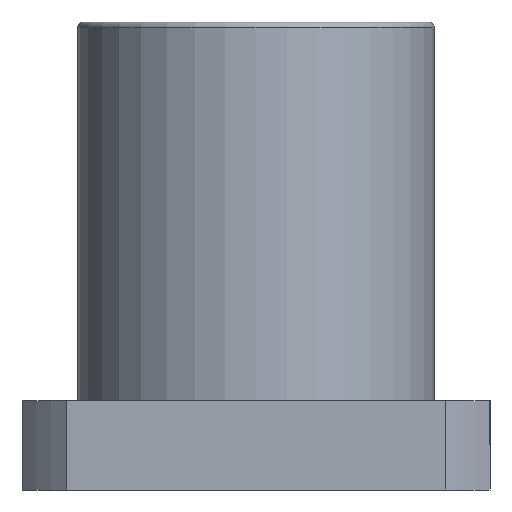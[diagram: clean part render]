
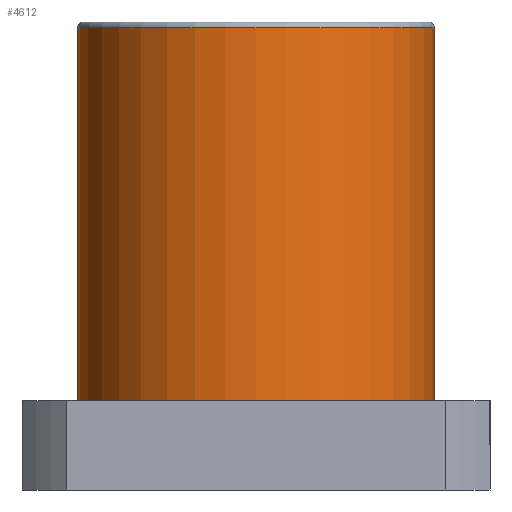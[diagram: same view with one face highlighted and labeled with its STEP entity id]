
A CAD part, front view. The second image highlights one B-rep face of the part: STEP entity #4612.
In plain terms, the highlighted cylindrical face has radius 16 mm (diameter 32 mm), a partial arc.
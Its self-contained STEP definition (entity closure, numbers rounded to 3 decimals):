
#147 = ORIENTED_EDGE ( 'NONE', *, *, #7770, .T. ) ;
#816 = CARTESIAN_POINT ( 'NONE',  ( 16., 0., 33.5 ) ) ;
#1249 = CARTESIAN_POINT ( 'NONE',  ( 0., 0., 0. ) ) ;
#1612 = DIRECTION ( 'NONE',  ( 0., 0., -1. ) ) ;
#2124 = EDGE_LOOP ( 'NONE', ( #5190, #8212, #9186, #147 ) ) ;
#2323 = DIRECTION ( 'NONE',  ( 0., 0., -1. ) ) ;
#2577 = CYLINDRICAL_SURFACE ( 'NONE', #13982, 16. ) ;
#2769 = CARTESIAN_POINT ( 'NONE',  ( -16., 0., 34. ) ) ;
#3083 = CARTESIAN_POINT ( 'NONE',  ( 16., 0., 34. ) ) ;
#3881 = EDGE_CURVE ( 'NONE', #12534, #6387, #10827, .T. ) ;
#4612 = ADVANCED_FACE ( 'NONE', ( #9814 ), #2577, .T. ) ;
#5128 = DIRECTION ( 'NONE',  ( 0., 0., 1. ) ) ;
#5190 = ORIENTED_EDGE ( 'NONE', *, *, #14109, .F. ) ;
#5306 = EDGE_CURVE ( 'NONE', #6387, #13311, #7589, .T. ) ;
#5486 = DIRECTION ( 'NONE',  ( 0., 0., -1. ) ) ;
#6387 = VERTEX_POINT ( 'NONE', #8028 ) ;
#6915 = CARTESIAN_POINT ( 'NONE',  ( 0., 0., 33.5 ) ) ;
#7589 = LINE ( 'NONE', #2769, #9800 ) ;
#7770 = EDGE_CURVE ( 'NONE', #13311, #8896, #13181, .T. ) ;
#7809 = CARTESIAN_POINT ( 'NONE',  ( -16., 0., 0. ) ) ;
#7999 = AXIS2_PLACEMENT_3D ( 'NONE', #1249, #5128, #10947 ) ;
#8028 = CARTESIAN_POINT ( 'NONE',  ( -16., 0., 33.5 ) ) ;
#8212 = ORIENTED_EDGE ( 'NONE', *, *, #3881, .T. ) ;
#8229 = DIRECTION ( 'NONE',  ( 1., 0., 0. ) ) ;
#8793 = DIRECTION ( 'NONE',  ( 0., 0., -1. ) ) ;
#8896 = VERTEX_POINT ( 'NONE', #8939 ) ;
#8939 = CARTESIAN_POINT ( 'NONE',  ( 16., 0., 0. ) ) ;
#8989 = LINE ( 'NONE', #3083, #12376 ) ;
#9186 = ORIENTED_EDGE ( 'NONE', *, *, #5306, .T. ) ;
#9731 = DIRECTION ( 'NONE',  ( -1., 0., 0. ) ) ;
#9800 = VECTOR ( 'NONE', #1612, 1000. ) ;
#9814 = FACE_OUTER_BOUND ( 'NONE', #2124, .T. ) ;
#10827 = CIRCLE ( 'NONE', #12804, 16. ) ;
#10947 = DIRECTION ( 'NONE',  ( 1., 0., 0. ) ) ;
#12376 = VECTOR ( 'NONE', #5486, 1000. ) ;
#12534 = VERTEX_POINT ( 'NONE', #816 ) ;
#12804 = AXIS2_PLACEMENT_3D ( 'NONE', #6915, #2323, #8229 ) ;
#13181 = CIRCLE ( 'NONE', #7999, 16. ) ;
#13311 = VERTEX_POINT ( 'NONE', #7809 ) ;
#13982 = AXIS2_PLACEMENT_3D ( 'NONE', #14613, #8793, #9731 ) ;
#14109 = EDGE_CURVE ( 'NONE', #12534, #8896, #8989, .T. ) ;
#14613 = CARTESIAN_POINT ( 'NONE',  ( 0., 0., 34. ) ) ;
